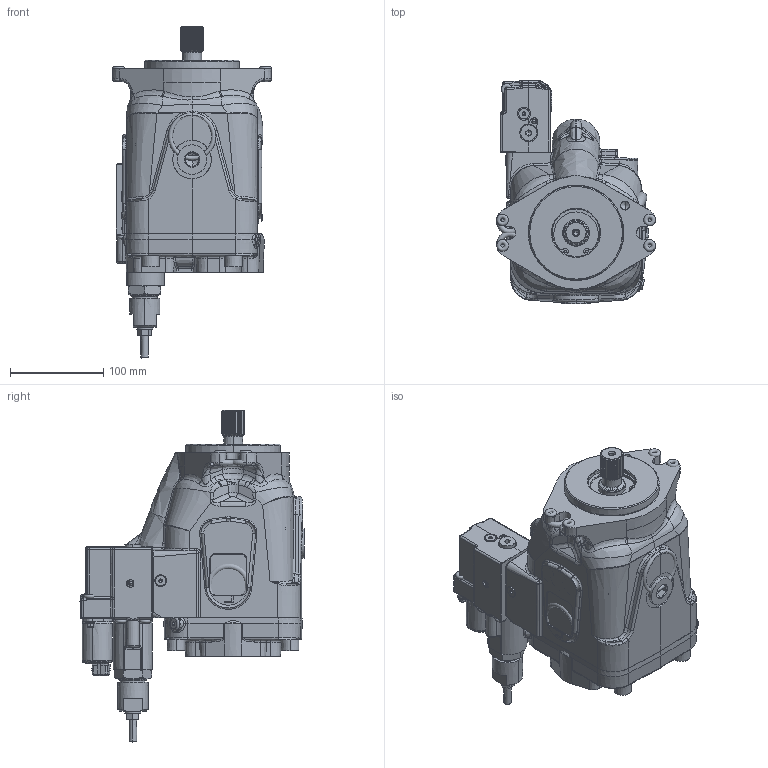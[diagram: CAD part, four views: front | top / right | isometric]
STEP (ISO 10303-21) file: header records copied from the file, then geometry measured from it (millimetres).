
FILE_DESCRIPTION((''),'2;1');
FILE_NAME('30','2018-03-12T',('E0466160'),(''),'PRO/ENGINEER BY PARAMETRIC TECHNOLOGY CORPORATION, 2010280','PRO/ENGINEER BY PARAMETRIC TECHNOLOGY CORPORATION, 2010280','');
FILE_SCHEMA(('CONFIG_CONTROL_DESIGN'));
Products named in the file (1): 30
Bounding box: 170.46 x 240.18 x 355.96 mm (x, y, z)
Surface area: 307146.8 mm2 (no closed solid volume)
Topology: 0 solids, 0 shells, 2585 faces, 12361 edges, 12140 vertices
Faces by surface type: bspline 2344, torus 181, sphere 60
Entity records: 223915 total; most frequent: CARTESIAN_POINT 120466, DIRECTION 15515, TRIMMED_CURVE 12873, DEFINITIONAL_REPRESENTATION 12032, PCURVE 12032, COMPOSITE_CURVE_SEGMENT 12032, VECTOR 10713, LINE 10713
